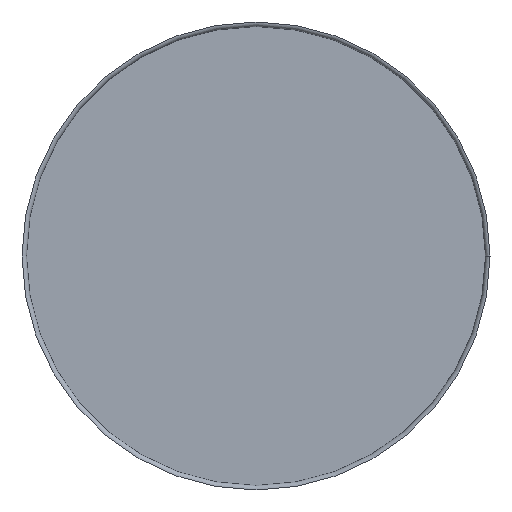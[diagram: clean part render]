
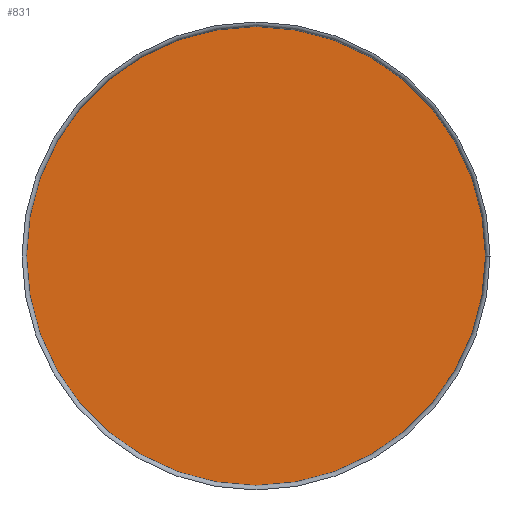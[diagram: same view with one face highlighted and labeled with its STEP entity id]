
A CAD part, front view. The second image highlights one B-rep face of the part: STEP entity #831.
In plain terms, the highlighted face is planar.
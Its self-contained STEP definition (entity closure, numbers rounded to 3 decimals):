
#183=PLANE('',#894);
#228=FACE_OUTER_BOUND('',#286,.T.);
#286=EDGE_LOOP('',(#570));
#348=CIRCLE('',#892,101.75);
#388=VERTEX_POINT('',#1279);
#454=EDGE_CURVE('',#388,#388,#348,.T.);
#570=ORIENTED_EDGE('',*,*,#454,.T.);
#831=ADVANCED_FACE('',(#228),#183,.T.);
#892=AXIS2_PLACEMENT_3D('',#1280,#999,#1000);
#894=AXIS2_PLACEMENT_3D('',#1282,#1003,#1004);
#999=DIRECTION('center_axis',(0.,0.,-1.));
#1000=DIRECTION('ref_axis',(-1.,0.,0.));
#1003=DIRECTION('center_axis',(0.,0.,-1.));
#1004=DIRECTION('ref_axis',(-1.,0.,0.));
#1279=CARTESIAN_POINT('',(101.75,0.,0.));
#1280=CARTESIAN_POINT('Origin',(0.,0.,0.));
#1282=CARTESIAN_POINT('Origin',(0.,0.,0.));
